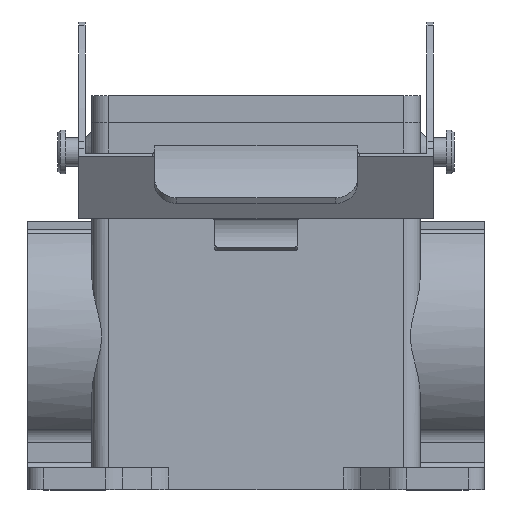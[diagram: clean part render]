
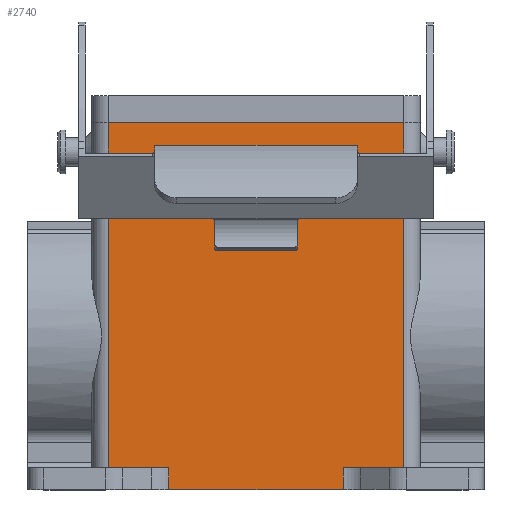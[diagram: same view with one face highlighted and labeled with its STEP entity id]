
A CAD part, top view. The second image highlights one B-rep face of the part: STEP entity #2740.
In plain terms, the highlighted planar face has unit normal (0, 0, 1).
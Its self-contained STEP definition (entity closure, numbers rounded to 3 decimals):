
#2138 = EDGE_CURVE ( 'NONE', #8097, #8098, #10585, .T. ) ;
#2165 = EDGE_CURVE ( 'NONE', #8078, #8097, #10597, .T. ) ;
#2172 = EDGE_CURVE ( 'NONE', #8072, #8073, #10601, .T. ) ;
#2191 = EDGE_CURVE ( 'NONE', #8056, #8073, #10609, .T. ) ;
#2264 = EDGE_CURVE ( 'NONE', #8007, #8006, #10644, .T. ) ;
#2275 = EDGE_CURVE ( 'NONE', #8007, #8072, #10649, .T. ) ;
#2276 = EDGE_CURVE ( 'NONE', #8078, #8056, #10650, .T. ) ;
#2277 = EDGE_CURVE ( 'NONE', #8098, #8006, #10651, .T. ) ;
#2740 = ADVANCED_FACE ( 'NONE', ( #11131 ), #9217, .F. ) ;
#2935 = AXIS2_PLACEMENT_3D ( 'NONE', #9214, #9206, #9197 ) ;
#4250 = DIRECTION ( 'NONE',  ( 0., -1., 0. ) ) ;
#4252 = CARTESIAN_POINT ( 'NONE',  ( 25.828, 0., -6.75 ) ) ;
#4253 = DIRECTION ( 'NONE',  ( 1., 0., 0. ) ) ;
#4254 = CARTESIAN_POINT ( 'NONE',  ( 14.75, 67., -6.75 ) ) ;
#4256 = DIRECTION ( 'NONE',  ( 0., 1., 0. ) ) ;
#4257 = CARTESIAN_POINT ( 'NONE',  ( 57.672, 4., -6.75 ) ) ;
#4293 = DIRECTION ( 'NONE',  ( -1., 0., 0. ) ) ;
#4294 = CARTESIAN_POINT ( 'NONE',  ( 24., 0., -6.75 ) ) ;
#6025 = EDGE_LOOP ( 'NONE', ( #6128, #6126, #6129, #6124, #6125, #6120, #6119, #6122 ) ) ;
#6119 = ORIENTED_EDGE ( 'NONE', *, *, #2138, .T. ) ;
#6120 = ORIENTED_EDGE ( 'NONE', *, *, #2165, .T. ) ;
#6122 = ORIENTED_EDGE ( 'NONE', *, *, #2277, .T. ) ;
#6124 = ORIENTED_EDGE ( 'NONE', *, *, #2191, .F. ) ;
#6123 = VECTOR ( 'NONE', #4250, 1000. ) ;
#6125 = ORIENTED_EDGE ( 'NONE', *, *, #2276, .F. ) ;
#6126 = ORIENTED_EDGE ( 'NONE', *, *, #2275, .T. ) ;
#6127 = VECTOR ( 'NONE', #4253, 1000. ) ;
#6128 = ORIENTED_EDGE ( 'NONE', *, *, #2264, .F. ) ;
#6129 = ORIENTED_EDGE ( 'NONE', *, *, #2172, .T. ) ;
#6130 = VECTOR ( 'NONE', #4256, 1000. ) ;
#6184 = VECTOR ( 'NONE', #4293, 1000. ) ;
#6286 = VECTOR ( 'NONE', #7091, 1000. ) ;
#6302 = VECTOR ( 'NONE', #6856, 1000. ) ;
#6354 = VECTOR ( 'NONE', #6963, 1000. ) ;
#6376 = VECTOR ( 'NONE', #6940, 1000. ) ;
#6856 = DIRECTION ( 'NONE',  ( 0., -1., 0. ) ) ;
#6857 = CARTESIAN_POINT ( 'NONE',  ( 68.75, 67., -6.75 ) ) ;
#6940 = DIRECTION ( 'NONE',  ( 1., 0., 0. ) ) ;
#6941 = CARTESIAN_POINT ( 'NONE',  ( 14.75, 4., -6.75 ) ) ;
#6963 = DIRECTION ( 'NONE',  ( 0., -1., 0. ) ) ;
#6964 = CARTESIAN_POINT ( 'NONE',  ( 14.75, 67., -6.75 ) ) ;
#7091 = DIRECTION ( 'NONE',  ( 1., 0., 0. ) ) ;
#7092 = CARTESIAN_POINT ( 'NONE',  ( 14.75, 4., -6.75 ) ) ;
#8006 = VERTEX_POINT ( 'NONE', #9640 ) ;
#8007 = VERTEX_POINT ( 'NONE', #9639 ) ;
#8056 = VERTEX_POINT ( 'NONE', #9576 ) ;
#8072 = VERTEX_POINT ( 'NONE', #9555 ) ;
#8073 = VERTEX_POINT ( 'NONE', #9554 ) ;
#8078 = VERTEX_POINT ( 'NONE', #9547 ) ;
#8097 = VERTEX_POINT ( 'NONE', #9522 ) ;
#8098 = VERTEX_POINT ( 'NONE', #9520 ) ;
#9197 = DIRECTION ( 'NONE',  ( -1., 0., 0. ) ) ;
#9206 = DIRECTION ( 'NONE',  ( 0., 0., -1. ) ) ;
#9214 = CARTESIAN_POINT ( 'NONE',  ( 14.75, 67., -6.75 ) ) ;
#9217 = PLANE ( 'NONE',  #2935 ) ;
#9520 = CARTESIAN_POINT ( 'NONE',  ( 25.828, 4., -6.75 ) ) ;
#9522 = CARTESIAN_POINT ( 'NONE',  ( 14.75, 4., -6.75 ) ) ;
#9547 = CARTESIAN_POINT ( 'NONE',  ( 14.75, 67., -6.75 ) ) ;
#9554 = CARTESIAN_POINT ( 'NONE',  ( 68.75, 4., -6.75 ) ) ;
#9555 = CARTESIAN_POINT ( 'NONE',  ( 57.672, 4., -6.75 ) ) ;
#9576 = CARTESIAN_POINT ( 'NONE',  ( 68.75, 67., -6.75 ) ) ;
#9639 = CARTESIAN_POINT ( 'NONE',  ( 57.672, 0., -6.75 ) ) ;
#9640 = CARTESIAN_POINT ( 'NONE',  ( 25.828, 0., -6.75 ) ) ;
#10585 = LINE ( 'NONE', #7092, #6286 ) ;
#10597 = LINE ( 'NONE', #6964, #6354 ) ;
#10601 = LINE ( 'NONE', #6941, #6376 ) ;
#10609 = LINE ( 'NONE', #6857, #6302 ) ;
#10644 = LINE ( 'NONE', #4294, #6184 ) ;
#10649 = LINE ( 'NONE', #4257, #6130 ) ;
#10650 = LINE ( 'NONE', #4254, #6127 ) ;
#10651 = LINE ( 'NONE', #4252, #6123 ) ;
#11131 = FACE_OUTER_BOUND ( 'NONE', #6025, .T. ) ;
